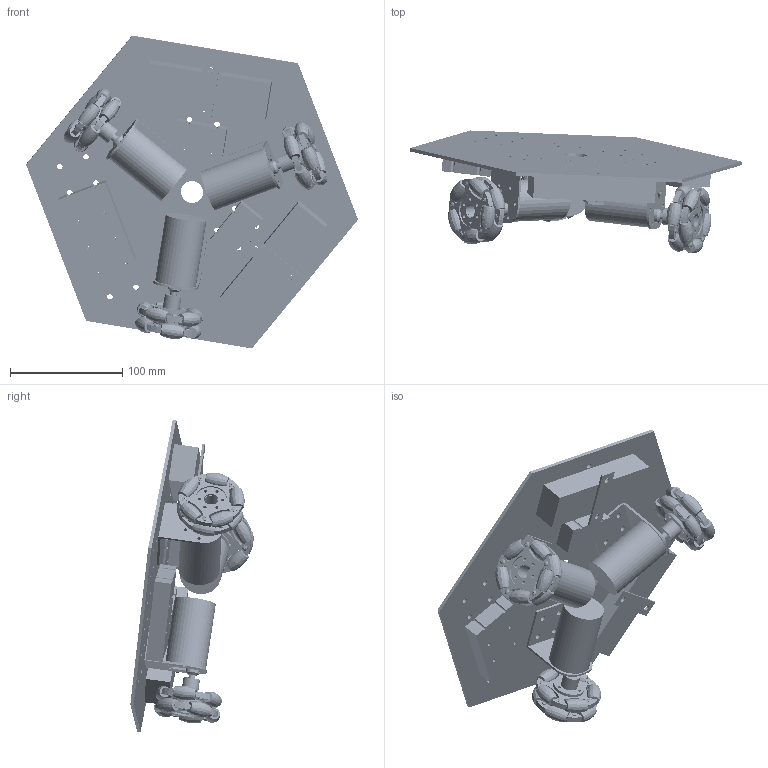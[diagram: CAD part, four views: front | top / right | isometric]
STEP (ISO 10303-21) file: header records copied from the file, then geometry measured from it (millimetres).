
FILE_DESCRIPTION(/* description */ (''),/* implementation_level */ '2;1');
FILE_NAME(/* name */ 'Robottest.stp',/* time_stamp */ '2014-07-24T10:59:19+02:00',/* author */ ('Riky'),/* organization */ (''),/* preprocessor_version */ 'ST-DEVELOPER v15.2',/* originating_system */ 'Autodesk Inventor 2014',/* authorisation */ '');
FILE_SCHEMA (('AUTOMOTIVE_DESIGN { 1 0 10303 214 3 1 1 }'));
Length unit declared in the file: millimetre
Products named in the file (19): MR25; 60mm905-(B); 2X4X2; 60mm905--(B); 3X5; 60mm905-(B)_1; 60mm905-(B)_2; 60mm905-(B ); 60mm905-(A); 60mm_wheel; hub6mm; Motore37D; Staffa_L; Base; batteria; supporto_batteria; Eletronica; Robot
Bounding box: 295.84 x 109.89 x 278.89 mm (x, y, z)
Volume: 748804.9 mm3; surface area: 337511.1 mm2
Topology: 790 solids, 790 shells, 3752 faces, 8688 edges, 5733 vertices
Faces by surface type: cylinder 1516, plane 1453, sphere 510, torus 240, bspline 30, cone 3
Full cylindrical faces by diameter (mm): 1 x30, 2 x150, 3 x243, 3.2 x126, 4 x210, 4.8 x30, 5 x172, 6 x6, 12 x6, 12.5 x6, 15 x3, 20 x1, 28 x18, 36.8 x3
Entity records: 11129 total; most frequent: DIRECTION 1942, CARTESIAN_POINT 1792, ORIENTED_EDGE 1526, AXIS2_PLACEMENT_3D 772, EDGE_CURVE 763, EDGE_LOOP 639, VERTEX_POINT 592, LINE 398
